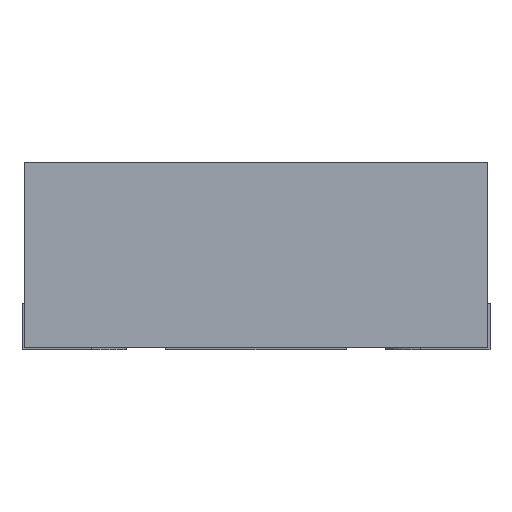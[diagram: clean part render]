
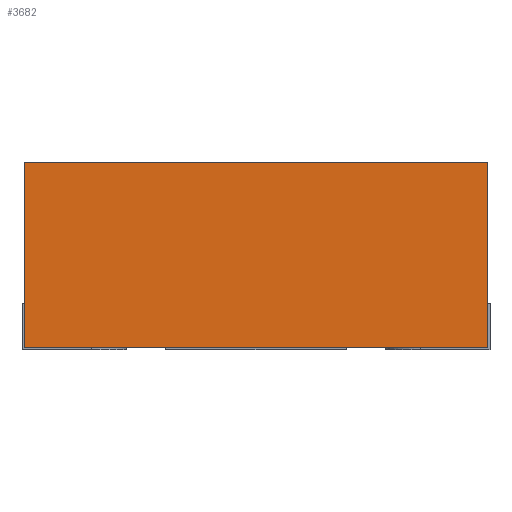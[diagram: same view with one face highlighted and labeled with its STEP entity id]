
A CAD part, front view. The second image highlights one B-rep face of the part: STEP entity #3682.
In plain terms, the highlighted planar face has unit normal (0, -1, 0).
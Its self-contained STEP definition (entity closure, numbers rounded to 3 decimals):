
#332 = VERTEX_POINT ( 'NONE', #4104 ) ;
#618 = CARTESIAN_POINT ( 'NONE',  ( 1., -1.5, 0.01 ) ) ;
#660 = CARTESIAN_POINT ( 'NONE',  ( -1., -1.5, 0.81 ) ) ;
#663 = VERTEX_POINT ( 'NONE', #22076 ) ;
#1107 = DIRECTION ( 'NONE',  ( 1., 0., 0. ) ) ;
#1740 = CARTESIAN_POINT ( 'NONE',  ( 1., -1.5, 0.81 ) ) ;
#1749 = PLANE ( 'NONE',  #3152 ) ;
#2390 = VERTEX_POINT ( 'NONE', #618 ) ;
#3152 = AXIS2_PLACEMENT_3D ( 'NONE', #10019, #8346, #6372 ) ;
#3557 = VECTOR ( 'NONE', #20498, 1000. ) ;
#3682 = ADVANCED_FACE ( 'NONE', ( #5492 ), #1749, .F. ) ;
#4104 = CARTESIAN_POINT ( 'NONE',  ( -1., -1.5, 0.01 ) ) ;
#5079 = VECTOR ( 'NONE', #1107, 1000. ) ;
#5304 = EDGE_CURVE ( 'NONE', #11859, #663, #11555, .T. ) ;
#5477 = ORIENTED_EDGE ( 'NONE', *, *, #6816, .F. ) ;
#5483 = LINE ( 'NONE', #1740, #14752 ) ;
#5492 = FACE_OUTER_BOUND ( 'NONE', #16518, .T. ) ;
#6372 = DIRECTION ( 'NONE',  ( 0., 0., 1. ) ) ;
#6816 = EDGE_CURVE ( 'NONE', #663, #2390, #5483, .T. ) ;
#8346 = DIRECTION ( 'NONE',  ( 0., 1., 0. ) ) ;
#8680 = EDGE_CURVE ( 'NONE', #332, #2390, #13071, .T. ) ;
#9223 = DIRECTION ( 'NONE',  ( 0., 0., -1. ) ) ;
#9610 = CARTESIAN_POINT ( 'NONE',  ( -1., -1.5, 0.01 ) ) ;
#9868 = CARTESIAN_POINT ( 'NONE',  ( -1., -1.5, 0.81 ) ) ;
#10019 = CARTESIAN_POINT ( 'NONE',  ( -1., -1.5, 0.81 ) ) ;
#11521 = ORIENTED_EDGE ( 'NONE', *, *, #13015, .T. ) ;
#11555 = LINE ( 'NONE', #9868, #5079 ) ;
#11859 = VERTEX_POINT ( 'NONE', #22084 ) ;
#12314 = ORIENTED_EDGE ( 'NONE', *, *, #8680, .T. ) ;
#13015 = EDGE_CURVE ( 'NONE', #11859, #332, #14873, .T. ) ;
#13071 = LINE ( 'NONE', #9610, #3557 ) ;
#14752 = VECTOR ( 'NONE', #9223, 1000. ) ;
#14873 = LINE ( 'NONE', #660, #17468 ) ;
#16518 = EDGE_LOOP ( 'NONE', ( #12314, #5477, #20923, #11521 ) ) ;
#17468 = VECTOR ( 'NONE', #21931, 1000. ) ;
#20498 = DIRECTION ( 'NONE',  ( 1., 0., 0. ) ) ;
#20923 = ORIENTED_EDGE ( 'NONE', *, *, #5304, .F. ) ;
#21931 = DIRECTION ( 'NONE',  ( 0., 0., -1. ) ) ;
#22076 = CARTESIAN_POINT ( 'NONE',  ( 1., -1.5, 0.81 ) ) ;
#22084 = CARTESIAN_POINT ( 'NONE',  ( -1., -1.5, 0.81 ) ) ;
